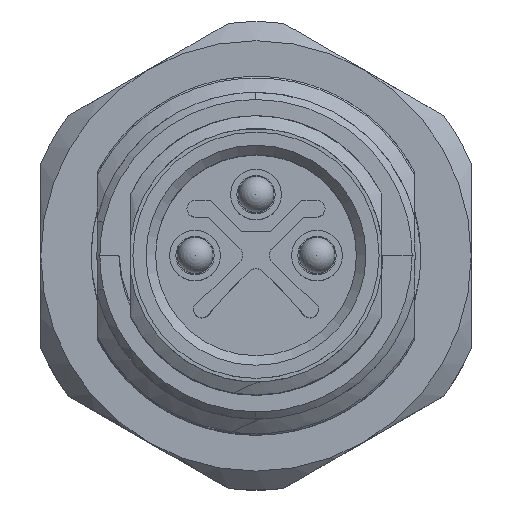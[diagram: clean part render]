
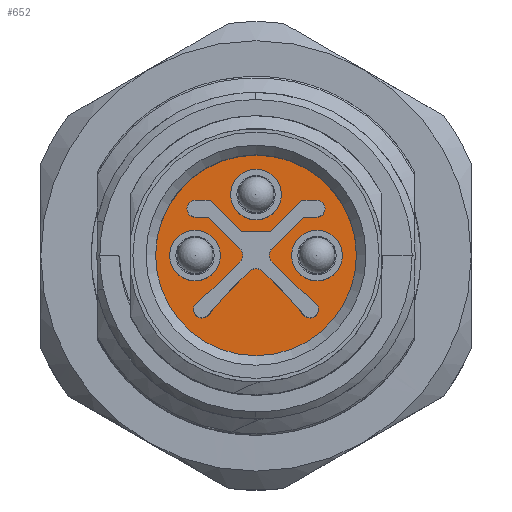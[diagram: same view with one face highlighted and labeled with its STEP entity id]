
A CAD part, top view. The second image highlights one B-rep face of the part: STEP entity #652.
In plain terms, the highlighted planar face has unit normal (0, 0, 1).
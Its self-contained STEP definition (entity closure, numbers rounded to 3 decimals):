
#652=ADVANCED_FACE('',(#1601,#1602,#1603,#1604,#1605),#764,.T.);
#764=PLANE('',#4862);
#1296=LINE('',#20289,#1490);
#1299=LINE('',#20295,#1493);
#1302=LINE('',#20303,#1496);
#1304=LINE('',#20307,#1498);
#1307=LINE('',#20315,#1501);
#1309=LINE('',#20319,#1503);
#1312=LINE('',#20327,#1506);
#1314=LINE('',#20331,#1508);
#1316=LINE('',#20335,#1510);
#1318=LINE('',#20339,#1512);
#1320=LINE('',#20343,#1514);
#1323=LINE('',#20351,#1517);
#1325=LINE('',#20355,#1519);
#1328=LINE('',#20363,#1522);
#1330=LINE('',#20367,#1524);
#1333=LINE('',#20375,#1527);
#1335=LINE('',#20379,#1529);
#1490=VECTOR('',#5395,1.);
#1493=VECTOR('',#5400,1.);
#1496=VECTOR('',#5409,1.);
#1498=VECTOR('',#5413,1.);
#1501=VECTOR('',#5422,1.);
#1503=VECTOR('',#5426,1.);
#1506=VECTOR('',#5435,1.);
#1508=VECTOR('',#5439,1.);
#1510=VECTOR('',#5443,1.);
#1512=VECTOR('',#5447,1.);
#1514=VECTOR('',#5451,1.);
#1517=VECTOR('',#5460,1.);
#1519=VECTOR('',#5464,1.);
#1522=VECTOR('',#5473,1.);
#1524=VECTOR('',#5477,1.);
#1527=VECTOR('',#5486,1.);
#1529=VECTOR('',#5490,1.);
#1601=FACE_BOUND('',#1885,.T.);
#1602=FACE_BOUND('',#1886,.T.);
#1603=FACE_BOUND('',#1887,.T.);
#1604=FACE_BOUND('',#1888,.T.);
#1605=FACE_BOUND('',#1889,.T.);
#1885=EDGE_LOOP('',(#3055));
#1886=EDGE_LOOP('',(#3056,#3057,#3058,#3059,#3060,#3061,#3062,#3063,#3064,
#3065,#3066,#3067,#3068,#3069,#3070,#3071,#3072,#3073,#3074,#3075,#3076,
#3077,#3078,#3079));
#1887=EDGE_LOOP('',(#3080));
#1888=EDGE_LOOP('',(#3081));
#1889=EDGE_LOOP('',(#3082));
#3055=ORIENTED_EDGE('',*,*,#4352,.F.);
#3056=ORIENTED_EDGE('',*,*,#4428,.F.);
#3057=ORIENTED_EDGE('',*,*,#4430,.F.);
#3058=ORIENTED_EDGE('',*,*,#4383,.F.);
#3059=ORIENTED_EDGE('',*,*,#4386,.F.);
#3060=ORIENTED_EDGE('',*,*,#4388,.F.);
#3061=ORIENTED_EDGE('',*,*,#4390,.F.);
#3062=ORIENTED_EDGE('',*,*,#4392,.F.);
#3063=ORIENTED_EDGE('',*,*,#4394,.F.);
#3064=ORIENTED_EDGE('',*,*,#4396,.F.);
#3065=ORIENTED_EDGE('',*,*,#4398,.F.);
#3066=ORIENTED_EDGE('',*,*,#4400,.F.);
#3067=ORIENTED_EDGE('',*,*,#4402,.F.);
#3068=ORIENTED_EDGE('',*,*,#4404,.F.);
#3069=ORIENTED_EDGE('',*,*,#4406,.F.);
#3070=ORIENTED_EDGE('',*,*,#4408,.F.);
#3071=ORIENTED_EDGE('',*,*,#4410,.F.);
#3072=ORIENTED_EDGE('',*,*,#4412,.F.);
#3073=ORIENTED_EDGE('',*,*,#4414,.F.);
#3074=ORIENTED_EDGE('',*,*,#4416,.F.);
#3075=ORIENTED_EDGE('',*,*,#4418,.F.);
#3076=ORIENTED_EDGE('',*,*,#4420,.F.);
#3077=ORIENTED_EDGE('',*,*,#4422,.F.);
#3078=ORIENTED_EDGE('',*,*,#4424,.F.);
#3079=ORIENTED_EDGE('',*,*,#4426,.F.);
#3080=ORIENTED_EDGE('',*,*,#4431,.F.);
#3081=ORIENTED_EDGE('',*,*,#4358,.F.);
#3082=ORIENTED_EDGE('',*,*,#4355,.F.);
#3718=VERTEX_POINT('',#20222);
#3721=VERTEX_POINT('',#20230);
#3724=VERTEX_POINT('',#20238);
#3749=VERTEX_POINT('',#20290);
#3750=VERTEX_POINT('',#20291);
#3751=VERTEX_POINT('',#20296);
#3752=VERTEX_POINT('',#20300);
#3753=VERTEX_POINT('',#20304);
#3754=VERTEX_POINT('',#20308);
#3755=VERTEX_POINT('',#20312);
#3756=VERTEX_POINT('',#20316);
#3757=VERTEX_POINT('',#20320);
#3758=VERTEX_POINT('',#20324);
#3759=VERTEX_POINT('',#20328);
#3760=VERTEX_POINT('',#20332);
#3761=VERTEX_POINT('',#20336);
#3762=VERTEX_POINT('',#20340);
#3763=VERTEX_POINT('',#20344);
#3764=VERTEX_POINT('',#20348);
#3765=VERTEX_POINT('',#20352);
#3766=VERTEX_POINT('',#20356);
#3767=VERTEX_POINT('',#20360);
#3768=VERTEX_POINT('',#20364);
#3769=VERTEX_POINT('',#20368);
#3770=VERTEX_POINT('',#20372);
#3771=VERTEX_POINT('',#20376);
#3772=VERTEX_POINT('',#20380);
#3773=VERTEX_POINT('',#20386);
#4352=EDGE_CURVE('',#3718,#3718,#4588,.T.);
#4355=EDGE_CURVE('',#3721,#3721,#4591,.T.);
#4358=EDGE_CURVE('',#3724,#3724,#4594,.T.);
#4383=EDGE_CURVE('',#3749,#3750,#1296,.T.);
#4386=EDGE_CURVE('',#3751,#3749,#1299,.T.);
#4388=EDGE_CURVE('',#3752,#3751,#4602,.T.);
#4390=EDGE_CURVE('',#3753,#3752,#1302,.T.);
#4392=EDGE_CURVE('',#3754,#3753,#1304,.T.);
#4394=EDGE_CURVE('',#3755,#3754,#4603,.T.);
#4396=EDGE_CURVE('',#3756,#3755,#1307,.T.);
#4398=EDGE_CURVE('',#3757,#3756,#1309,.T.);
#4400=EDGE_CURVE('',#3758,#3757,#4604,.T.);
#4402=EDGE_CURVE('',#3759,#3758,#1312,.T.);
#4404=EDGE_CURVE('',#3760,#3759,#1314,.T.);
#4406=EDGE_CURVE('',#3761,#3760,#1316,.T.);
#4408=EDGE_CURVE('',#3762,#3761,#1318,.T.);
#4410=EDGE_CURVE('',#3763,#3762,#1320,.T.);
#4412=EDGE_CURVE('',#3764,#3763,#4605,.T.);
#4414=EDGE_CURVE('',#3765,#3764,#1323,.T.);
#4416=EDGE_CURVE('',#3766,#3765,#1325,.T.);
#4418=EDGE_CURVE('',#3767,#3766,#4606,.T.);
#4420=EDGE_CURVE('',#3768,#3767,#1328,.T.);
#4422=EDGE_CURVE('',#3769,#3768,#1330,.T.);
#4424=EDGE_CURVE('',#3770,#3769,#4607,.T.);
#4426=EDGE_CURVE('',#3771,#3770,#1333,.T.);
#4428=EDGE_CURVE('',#3772,#3771,#1335,.T.);
#4430=EDGE_CURVE('',#3750,#3772,#4608,.T.);
#4431=EDGE_CURVE('',#3773,#3773,#4609,.T.);
#4588=CIRCLE('',#4800,1.06);
#4591=CIRCLE('',#4805,1.06);
#4594=CIRCLE('',#4810,1.06);
#4602=CIRCLE('',#4822,0.35);
#4603=CIRCLE('',#4826,0.4);
#4604=CIRCLE('',#4830,0.35);
#4605=CIRCLE('',#4837,0.35);
#4606=CIRCLE('',#4841,0.4);
#4607=CIRCLE('',#4845,0.35);
#4608=CIRCLE('',#4849,0.4);
#4609=CIRCLE('',#4851,4.2);
#4800=AXIS2_PLACEMENT_3D('',#20221,#5338,#5339);
#4805=AXIS2_PLACEMENT_3D('',#20229,#5348,#5349);
#4810=AXIS2_PLACEMENT_3D('',#20237,#5358,#5359);
#4822=AXIS2_PLACEMENT_3D('',#20299,#5404,#5405);
#4826=AXIS2_PLACEMENT_3D('',#20311,#5417,#5418);
#4830=AXIS2_PLACEMENT_3D('',#20323,#5430,#5431);
#4837=AXIS2_PLACEMENT_3D('',#20347,#5455,#5456);
#4841=AXIS2_PLACEMENT_3D('',#20359,#5468,#5469);
#4845=AXIS2_PLACEMENT_3D('',#20371,#5481,#5482);
#4849=AXIS2_PLACEMENT_3D('',#20383,#5494,#5495);
#4851=AXIS2_PLACEMENT_3D('',#20385,#5498,#5499);
#4862=AXIS2_PLACEMENT_3D('',#20401,#5520,#5521);
#5338=DIRECTION('',(0.,0.,1.));
#5339=DIRECTION('',(1.,0.,0.));
#5348=DIRECTION('',(0.,0.,1.));
#5349=DIRECTION('',(1.,0.,0.));
#5358=DIRECTION('',(0.,0.,1.));
#5359=DIRECTION('',(1.,0.,0.));
#5395=DIRECTION('',(0.707,0.707,0.));
#5400=DIRECTION('',(0.658,0.753,0.));
#5404=DIRECTION('',(0.,0.,1.));
#5405=DIRECTION('',(1.,0.,0.));
#5409=DIRECTION('',(-0.753,-0.658,0.));
#5413=DIRECTION('',(-0.707,-0.707,0.));
#5417=DIRECTION('',(0.,0.,-1.));
#5418=DIRECTION('',(1.,0.,0.));
#5422=DIRECTION('',(0.707,-0.707,0.));
#5426=DIRECTION('',(1.,0.,0.));
#5430=DIRECTION('',(0.,0.,1.));
#5431=DIRECTION('',(1.,0.,0.));
#5435=DIRECTION('',(-1.,0.,0.));
#5439=DIRECTION('',(-0.707,0.707,0.));
#5443=DIRECTION('',(-1.,0.,0.));
#5447=DIRECTION('',(-0.707,-0.707,0.));
#5451=DIRECTION('',(-1.,0.,0.));
#5455=DIRECTION('',(0.,0.,1.));
#5456=DIRECTION('',(-1.,0.,0.));
#5460=DIRECTION('',(1.,0.,0.));
#5464=DIRECTION('',(0.707,0.707,0.));
#5468=DIRECTION('',(0.,0.,-1.));
#5469=DIRECTION('',(1.,0.,0.));
#5473=DIRECTION('',(-0.707,0.707,0.));
#5477=DIRECTION('',(-0.753,0.658,0.));
#5481=DIRECTION('',(0.,0.,1.));
#5482=DIRECTION('',(1.,0.,0.));
#5486=DIRECTION('',(0.658,-0.753,0.));
#5490=DIRECTION('',(0.707,-0.707,0.));
#5494=DIRECTION('',(0.,0.,-1.));
#5495=DIRECTION('',(1.,0.,0.));
#5498=DIRECTION('',(0.,0.,-1.));
#5499=DIRECTION('',(1.,0.,0.));
#5520=DIRECTION('',(0.,0.,1.));
#5521=DIRECTION('',(1.,0.,0.));
#20221=CARTESIAN_POINT('',(0.,2.55,3.2));
#20222=CARTESIAN_POINT('',(1.06,2.55,3.2));
#20229=CARTESIAN_POINT('',(-2.55,0.,3.2));
#20230=CARTESIAN_POINT('',(-1.49,0.,3.2));
#20237=CARTESIAN_POINT('',(2.55,0.,3.2));
#20238=CARTESIAN_POINT('',(3.61,0.,3.2));
#20289=CARTESIAN_POINT('',(-1.278,-1.667,3.2));
#20290=CARTESIAN_POINT('',(-1.278,-1.667,3.2));
#20291=CARTESIAN_POINT('',(-0.283,-0.672,3.2));
#20295=CARTESIAN_POINT('',(-1.999,-2.493,3.2));
#20296=CARTESIAN_POINT('',(-1.999,-2.493,3.2));
#20299=CARTESIAN_POINT('',(-2.263,-2.263,3.2));
#20300=CARTESIAN_POINT('',(-2.493,-1.999,3.2));
#20303=CARTESIAN_POINT('',(-1.667,-1.278,3.2));
#20304=CARTESIAN_POINT('',(-1.667,-1.278,3.2));
#20307=CARTESIAN_POINT('',(-0.672,-0.283,3.2));
#20308=CARTESIAN_POINT('',(-0.672,-0.283,3.2));
#20311=CARTESIAN_POINT('',(-0.955,0.,3.2));
#20312=CARTESIAN_POINT('',(-0.672,0.283,3.2));
#20315=CARTESIAN_POINT('',(-1.989,1.6,3.2));
#20316=CARTESIAN_POINT('',(-1.989,1.6,3.2));
#20319=CARTESIAN_POINT('',(-2.537,1.6,3.2));
#20320=CARTESIAN_POINT('',(-2.537,1.6,3.2));
#20323=CARTESIAN_POINT('',(-2.537,1.95,3.2));
#20324=CARTESIAN_POINT('',(-2.537,2.3,3.2));
#20327=CARTESIAN_POINT('',(-1.911,2.3,3.2));
#20328=CARTESIAN_POINT('',(-1.911,2.3,3.2));
#20331=CARTESIAN_POINT('',(-0.611,1.,3.2));
#20332=CARTESIAN_POINT('',(-0.611,1.,3.2));
#20335=CARTESIAN_POINT('',(0.611,1.,3.2));
#20336=CARTESIAN_POINT('',(0.611,1.,3.2));
#20339=CARTESIAN_POINT('',(1.911,2.3,3.2));
#20340=CARTESIAN_POINT('',(1.911,2.3,3.2));
#20343=CARTESIAN_POINT('',(2.537,2.3,3.2));
#20344=CARTESIAN_POINT('',(2.537,2.3,3.2));
#20347=CARTESIAN_POINT('',(2.537,1.95,3.2));
#20348=CARTESIAN_POINT('',(2.537,1.6,3.2));
#20351=CARTESIAN_POINT('',(1.989,1.6,3.2));
#20352=CARTESIAN_POINT('',(1.989,1.6,3.2));
#20355=CARTESIAN_POINT('',(0.672,0.283,3.2));
#20356=CARTESIAN_POINT('',(0.672,0.283,3.2));
#20359=CARTESIAN_POINT('',(0.955,0.,3.2));
#20360=CARTESIAN_POINT('',(0.672,-0.283,3.2));
#20363=CARTESIAN_POINT('',(1.667,-1.278,3.2));
#20364=CARTESIAN_POINT('',(1.667,-1.278,3.2));
#20367=CARTESIAN_POINT('',(2.493,-1.999,3.2));
#20368=CARTESIAN_POINT('',(2.493,-1.999,3.2));
#20371=CARTESIAN_POINT('',(2.263,-2.263,3.2));
#20372=CARTESIAN_POINT('',(1.999,-2.493,3.2));
#20375=CARTESIAN_POINT('',(1.278,-1.667,3.2));
#20376=CARTESIAN_POINT('',(1.278,-1.667,3.2));
#20379=CARTESIAN_POINT('',(0.283,-0.672,3.2));
#20380=CARTESIAN_POINT('',(0.283,-0.672,3.2));
#20383=CARTESIAN_POINT('',(0.,-0.955,3.2));
#20385=CARTESIAN_POINT('',(0.,0.,3.2));
#20386=CARTESIAN_POINT('',(4.2,0.,3.2));
#20401=CARTESIAN_POINT('',(0.,0.,3.2));
